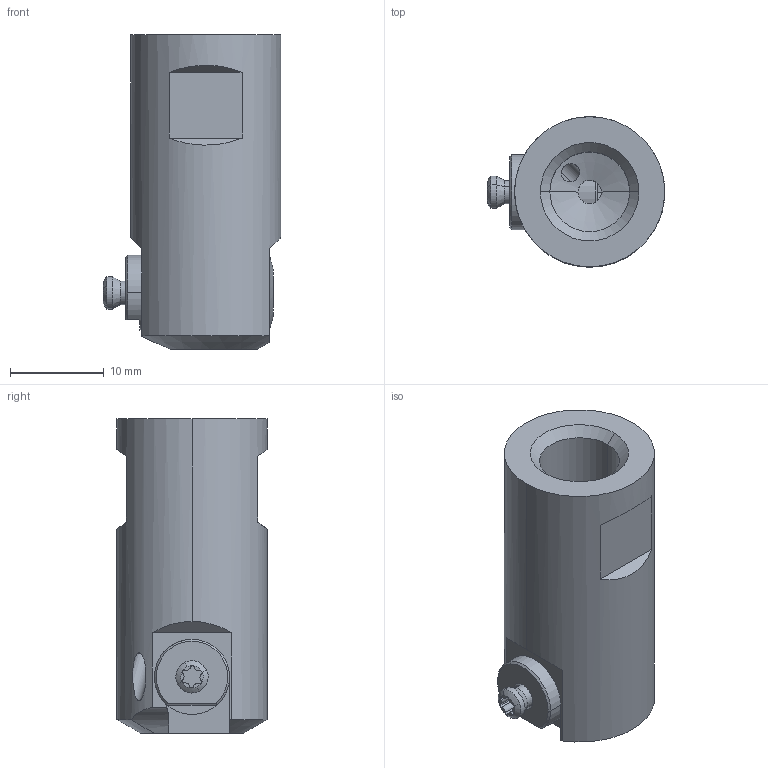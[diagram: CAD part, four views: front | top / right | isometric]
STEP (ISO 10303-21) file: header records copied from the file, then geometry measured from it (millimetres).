
FILE_DESCRIPTION(('no description'),'unknown implementation level');
FILE_NAME('1F5235EA-8CA0-4716-A9E9-8E564EC4D1E7_export.stp',' ',('CIMSOURCE GmbH'),('CADClick - KiM GmbH - www.kimweb.de'),'unknown preprocess','ACIS','unknown authorization');
FILE_SCHEMA(('automotive_design'));
Length unit declared in the file: millimetre
Products named in the file (3): 310.030|310.030.STEP|310.072 Kaiser Werkzeugk_rper EW18.STEP;NONE; 310.030|310.030.STEP|310.063 Kaiser Werkzeugtr_ger zu EW15.STEP|690.610 Kaiser ETL M2,5 X 5F.STEP;NONE; 310.030|310.030.STEP|310.063 Kaiser Werkzeugtr_ger zu EW15.STEP|310.063 Kaiser Werkzeugtr_ger zu EW15_EW 18.STEP;NONE
Bounding box: 18.92 x 16 x 33.5 mm (x, y, z)
Volume: 5296.5 mm3; surface area: 3289.6 mm2
Topology: 3 solids, 3 shells, 121 faces, 286 edges, 176 vertices
Faces by surface type: cylinder 56, plane 40, cone 21, sphere 4
Entity records: 7290 total; most frequent: CARTESIAN_POINT 1101, DIRECTION 649, STYLED_ITEM 584, PRESENTATION_STYLE_ASSIGNMENT 584, COLOUR_RGB 584, ORIENTED_EDGE 568, EDGE_CURVE 284, CURVE_STYLE 284
